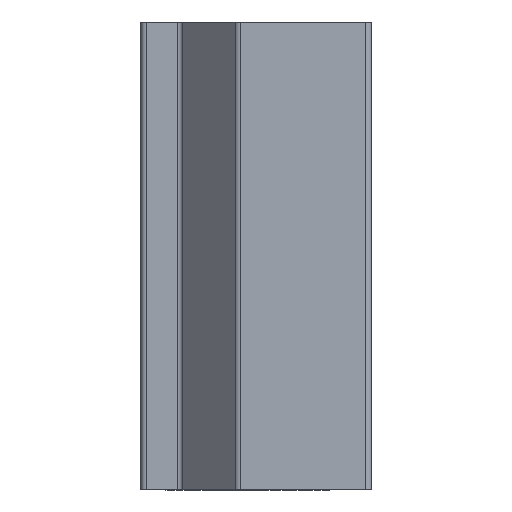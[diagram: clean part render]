
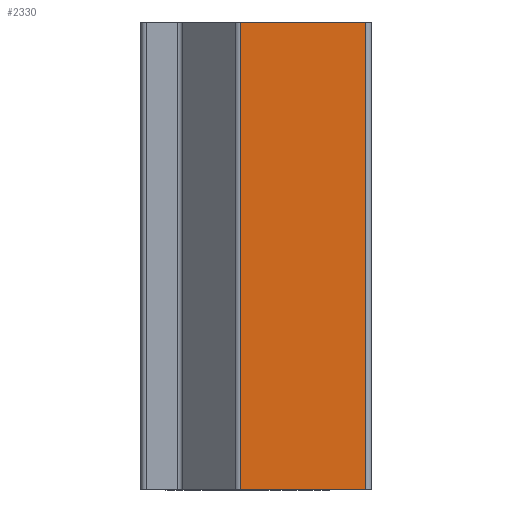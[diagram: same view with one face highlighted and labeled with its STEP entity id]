
A CAD part, left-side view. The second image highlights one B-rep face of the part: STEP entity #2330.
In plain terms, the highlighted planar face has unit normal (-1, 0, 0).
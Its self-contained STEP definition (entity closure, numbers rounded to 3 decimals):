
#47 = ORIENTED_EDGE ( 'NONE', *, *, #2595, .T. ) ;
#67 = VERTEX_POINT ( 'NONE', #146 ) ;
#137 = VECTOR ( 'NONE', #1418, 1000. ) ;
#146 = CARTESIAN_POINT ( 'NONE',  ( -22.25, 11.384, 0. ) ) ;
#358 = LINE ( 'NONE', #578, #137 ) ;
#532 = EDGE_CURVE ( 'NONE', #67, #1427, #358, .T. ) ;
#543 = CARTESIAN_POINT ( 'NONE',  ( -22.25, 11.384, -40.5 ) ) ;
#578 = CARTESIAN_POINT ( 'NONE',  ( -22.25, 11.384, 0. ) ) ;
#687 = CARTESIAN_POINT ( 'NONE',  ( -22.25, 0.5, 0. ) ) ;
#797 = DIRECTION ( 'NONE',  ( -1., 0., 0. ) ) ;
#828 = CARTESIAN_POINT ( 'NONE',  ( -22.25, 11.384, -40.5 ) ) ;
#929 = LINE ( 'NONE', #2019, #1667 ) ;
#992 = AXIS2_PLACEMENT_3D ( 'NONE', #2719, #797, #1660 ) ;
#1007 = FACE_OUTER_BOUND ( 'NONE', #1789, .T. ) ;
#1030 = DIRECTION ( 'NONE',  ( 0., -1., 0. ) ) ;
#1123 = DIRECTION ( 'NONE',  ( 0., 0., 1. ) ) ;
#1248 = VERTEX_POINT ( 'NONE', #1954 ) ;
#1281 = LINE ( 'NONE', #1934, #1591 ) ;
#1384 = ORIENTED_EDGE ( 'NONE', *, *, #532, .F. ) ;
#1418 = DIRECTION ( 'NONE',  ( 0., -1., 0. ) ) ;
#1427 = VERTEX_POINT ( 'NONE', #687 ) ;
#1548 = EDGE_CURVE ( 'NONE', #2271, #1248, #1281, .T. ) ;
#1591 = VECTOR ( 'NONE', #1030, 1000. ) ;
#1660 = DIRECTION ( 'NONE',  ( 0., 0., 1. ) ) ;
#1662 = LINE ( 'NONE', #828, #2570 ) ;
#1667 = VECTOR ( 'NONE', #1123, 1000. ) ;
#1789 = EDGE_LOOP ( 'NONE', ( #2540, #2651, #1384, #47 ) ) ;
#1867 = PLANE ( 'NONE',  #992 ) ;
#1934 = CARTESIAN_POINT ( 'NONE',  ( -22.25, 11.384, -40.5 ) ) ;
#1954 = CARTESIAN_POINT ( 'NONE',  ( -22.25, 0.5, -40.5 ) ) ;
#2019 = CARTESIAN_POINT ( 'NONE',  ( -22.25, 0.5, -40.5 ) ) ;
#2158 = EDGE_CURVE ( 'NONE', #1248, #1427, #929, .T. ) ;
#2271 = VERTEX_POINT ( 'NONE', #543 ) ;
#2330 = ADVANCED_FACE ( 'NONE', ( #1007 ), #1867, .T. ) ;
#2506 = DIRECTION ( 'NONE',  ( 0., 0., -1. ) ) ;
#2540 = ORIENTED_EDGE ( 'NONE', *, *, #1548, .T. ) ;
#2570 = VECTOR ( 'NONE', #2506, 1000. ) ;
#2595 = EDGE_CURVE ( 'NONE', #67, #2271, #1662, .T. ) ;
#2651 = ORIENTED_EDGE ( 'NONE', *, *, #2158, .T. ) ;
#2719 = CARTESIAN_POINT ( 'NONE',  ( -22.25, 11.384, -40.5 ) ) ;
